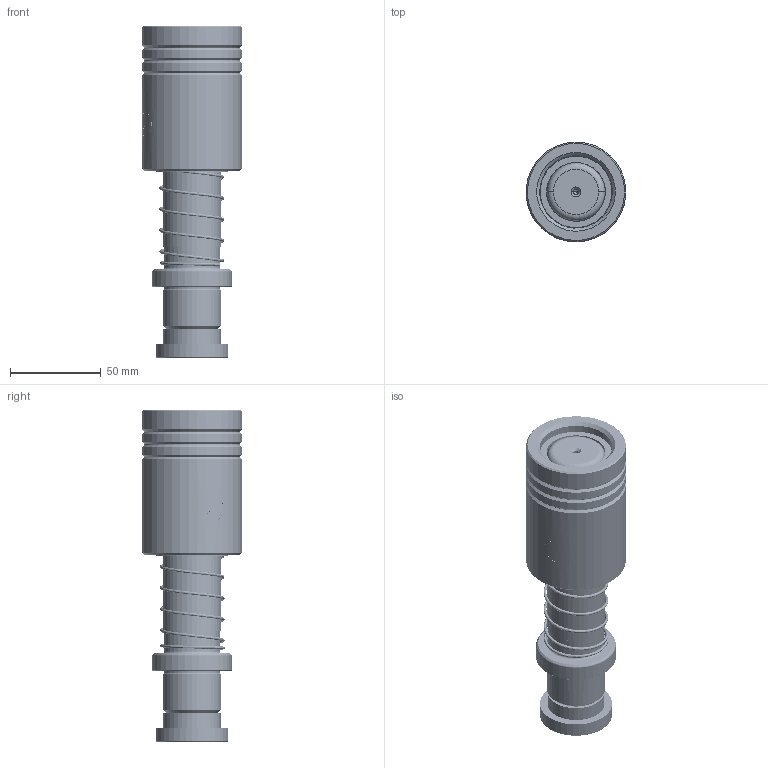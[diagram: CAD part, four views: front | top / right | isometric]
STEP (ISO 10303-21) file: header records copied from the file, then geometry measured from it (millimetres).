
FILE_DESCRIPTION (( 'STEP AP214' ), '1' );
FILE_NAME ('HBSH(HBJH)-D32-L140(BL-80).STEP', '2021-08-16T00:55:00', ( '' ), ( '' ), 'SwSTEP 2.0', 'SolidWorks 2016', '' );
FILE_SCHEMA (( 'AUTOMOTIVE_DESIGN' ));
Length unit declared in the file: millimetre
Products named in the file (290): BALL-D4; TBB-D55-d40-L80; HWP-D35.7-d32.5-L70; BSH-D39.5-32.5-L75郪蚾; DRP-D32-L140; DRP蹟簽D32; HBSH(HBJH)-D32-L140(BL-80); BSH-39.5-32.5-L75
Assembly tree (284 placements, depth 3):
  BALL-D4
  BALL-D4
  BALL-D4
  BALL-D4
  BALL-D4
Bounding box: 54.87 x 54.87 x 183.21 mm (x, y, z)
Volume: 263332 mm3; surface area: 97615.4 mm2
Topology: 280 solids, 280 shells, 1244 faces, 5345 edges, 3546 vertices
Faces by surface type: sphere 1100, cylinder 42, cone 40, torus 24, plane 24, bspline 14
Entity records: 58149 total; most frequent: CARTESIAN_POINT 34964, ORIENTED_EDGE 4072, DIRECTION 3500, EDGE_CURVE 2036, AXIS2_PLACEMENT_3D 1690, VERTEX_POINT 1334, EDGE_LOOP 1234, B_SPLINE_CURVE_WITH_KNOTS 1201
